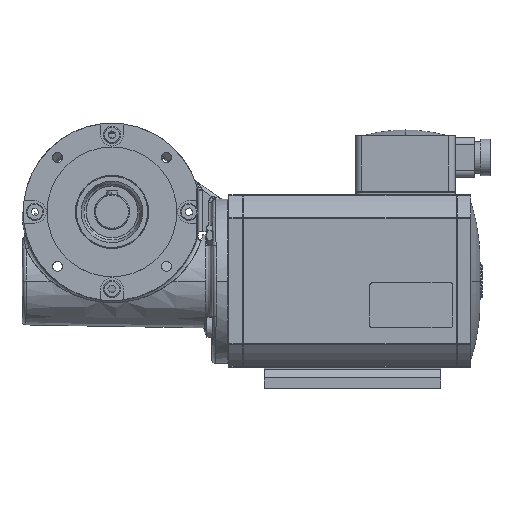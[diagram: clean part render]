
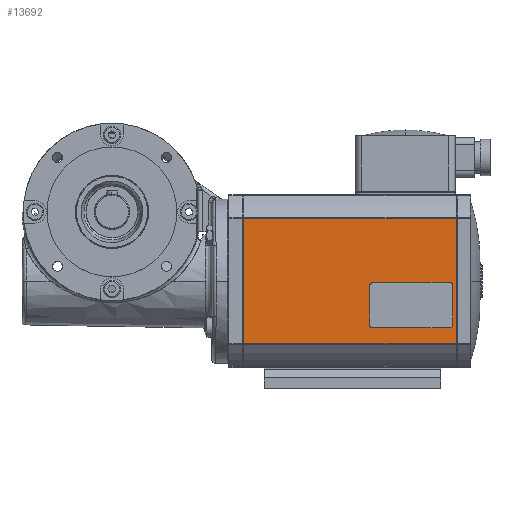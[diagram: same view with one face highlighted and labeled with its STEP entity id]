
A CAD part, top view. The second image highlights one B-rep face of the part: STEP entity #13692.
In plain terms, the highlighted planar face has unit normal (0, 0, 1).
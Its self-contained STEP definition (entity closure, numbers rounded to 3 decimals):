
#9846=EDGE_CURVE('',#12388,#10656,#18810,.T.);
#10656=VERTEX_POINT('',#19795);
#10668=VERTEX_POINT('',#19810);
#10902=EDGE_CURVE('',#15502,#10668,#20087,.T.);
#11010=VERTEX_POINT('',#20211);
#11326=EDGE_CURVE('',#15596,#12620,#20612,.T.);
#11780=VERTEX_POINT('',#21164);
#11998=EDGE_CURVE('',#11010,#11780,#21426,.T.);
#12258=EDGE_CURVE('',#15720,#13270,#21743,.T.);
#12346=EDGE_CURVE('',#12620,#15720,#21859,.T.);
#12388=VERTEX_POINT('',#21909);
#12620=VERTEX_POINT('',#22197);
#12652=VERTEX_POINT('',#22237);
#13270=VERTEX_POINT('',#22984);
#13692=ADVANCED_FACE('',(#23515,#23516),#23517,.T.);
#13778=VERTEX_POINT('',#23622);
#13782=EDGE_CURVE('',#13778,#12388,#23626,.T.);
#14828=EDGE_CURVE('',#10656,#15596,#24901,.T.);
#15502=VERTEX_POINT('',#25740);
#15562=EDGE_CURVE('',#11010,#15502,#25810,.T.);
#15596=VERTEX_POINT('',#25852);
#15720=VERTEX_POINT('',#25996);
#16552=EDGE_CURVE('',#12652,#13778,#27003,.T.);
#16602=EDGE_CURVE('',#13270,#12652,#27064,.T.);
#16606=EDGE_CURVE('',#10668,#11780,#27069,.T.);
#18810=LINE('',#30699,#30700);
#19795=CARTESIAN_POINT('',(184.51,-1.,58.0));
#19810=CARTESIAN_POINT('',(188.01,-36.309,58.0));
#20087=LINE('',#32996,#32997);
#20211=CARTESIAN_POINT('',(65.01,36.309,58.0));
#20612=LINE('',#33710,#33711);
#21164=CARTESIAN_POINT('',(188.01,36.309,58.0));
#21426=LINE('',#34947,#34948);
#21743=LINE('',#35674,#35675);
#21859=CIRCLE('',#35883,1.5);
#21909=CARTESIAN_POINT('',(139.51,-1.0,58.0));
#22197=CARTESIAN_POINT('',(186.01,-25.5,58.0));
#22237=CARTESIAN_POINT('',(138.01,-25.5,58.0));
#22984=CARTESIAN_POINT('',(139.51,-27.0,58.0));
#23515=FACE_OUTER_BOUND('',#38830,.T.);
#23516=FACE_BOUND('',#38831,.T.);
#23517=PLANE('',#38832);
#23622=CARTESIAN_POINT('',(138.01,-2.5,58.0));
#23626=CIRCLE('',#39041,1.5);
#24901=CIRCLE('',#41131,1.5);
#25740=CARTESIAN_POINT('',(65.01,-36.309,58.0));
#25810=LINE('',#42523,#42524);
#25852=CARTESIAN_POINT('',(186.01,-2.5,58.0));
#25996=CARTESIAN_POINT('',(184.51,-27.0,58.0));
#27003=LINE('',#44632,#44633);
#27064=CIRCLE('',#44701,1.5);
#27069=LINE('',#44707,#44708);
#30699=CARTESIAN_POINT('',(98.01,-1.0,58.0));
#30700=VECTOR('',#44827,1.0);
#32996=CARTESIAN_POINT('',(56.51,-36.309,58.0));
#32997=VECTOR('',#46689,1.0);
#33710=CARTESIAN_POINT('',(186.01,-19.404,58.0));
#33711=VECTOR('',#47590,1.0);
#34947=CARTESIAN_POINT('',(56.51,36.309,58.0));
#34948=VECTOR('',#48744,1.0);
#35674=CARTESIAN_POINT('',(120.51,-27.0,58.0));
#35675=VECTOR('',#49241,1.0);
#35883=AXIS2_PLACEMENT_3D('',#49445,#49446,#49447);
#38830=EDGE_LOOP('',(#52172,#52173,#52174,#52175));
#38831=EDGE_LOOP('',(#52176,#52177,#52178,#52179,#52180,#52181,#52182,#52183));
#38832=AXIS2_PLACEMENT_3D('',#52184,#52185,#52186);
#39041=AXIS2_PLACEMENT_3D('',#52343,#52344,#52345);
#41131=AXIS2_PLACEMENT_3D('',#54318,#54319,#54320);
#42523=CARTESIAN_POINT('',(65.01,-18.154,58.0));
#42524=VECTOR('',#55792,1.0);
#44632=CARTESIAN_POINT('',(138.01,-30.904,58.0));
#44633=VECTOR('',#57643,1.0);
#44701=AXIS2_PLACEMENT_3D('',#57743,#57744,#57745);
#44707=CARTESIAN_POINT('',(188.01,-18.154,58.0));
#44708=VECTOR('',#57754,1.0);
#44827=DIRECTION('',(1.0,0.0,0.0));
#46689=DIRECTION('',(1.0,0.0,0.0));
#47590=DIRECTION('',(0.0,-1.0,0.0));
#48744=DIRECTION('',(1.0,0.0,0.0));
#49241=DIRECTION('',(-1.0,0.0,0.0));
#49445=CARTESIAN_POINT('',(184.51,-25.5,58.0));
#49446=DIRECTION('',(-0.0,0.0,-1.0));
#49447=DIRECTION('',(0.,-1.0,0.0));
#52172=ORIENTED_EDGE('',*,*,#16606,.T.);
#52173=ORIENTED_EDGE('',*,*,#11998,.F.);
#52174=ORIENTED_EDGE('',*,*,#15562,.T.);
#52175=ORIENTED_EDGE('',*,*,#10902,.T.);
#52176=ORIENTED_EDGE('',*,*,#13782,.T.);
#52177=ORIENTED_EDGE('',*,*,#9846,.T.);
#52178=ORIENTED_EDGE('',*,*,#14828,.T.);
#52179=ORIENTED_EDGE('',*,*,#11326,.T.);
#52180=ORIENTED_EDGE('',*,*,#12346,.T.);
#52181=ORIENTED_EDGE('',*,*,#12258,.T.);
#52182=ORIENTED_EDGE('',*,*,#16602,.T.);
#52183=ORIENTED_EDGE('',*,*,#16552,.T.);
#52184=CARTESIAN_POINT('',(56.51,-36.309,58.0));
#52185=DIRECTION('',(0.0,0.0,1.0));
#52186=DIRECTION('',(1.0,0.0,0.0));
#52343=CARTESIAN_POINT('',(139.51,-2.5,58.0));
#52344=DIRECTION('',(0.0,0.0,-1.0));
#52345=DIRECTION('',(0.,1.0,0.0));
#54318=CARTESIAN_POINT('',(184.51,-2.5,58.0));
#54319=DIRECTION('',(0.0,0.0,-1.0));
#54320=DIRECTION('',(1.0,0.,0.0));
#55792=DIRECTION('',(0.0,-1.0,0.0));
#57643=DIRECTION('',(0.0,1.0,0.0));
#57743=CARTESIAN_POINT('',(139.51,-25.5,58.0));
#57744=DIRECTION('',(-0.0,0.0,-1.0));
#57745=DIRECTION('',(-1.0,0.,0.0));
#57754=DIRECTION('',(0.0,1.0,0.0));
